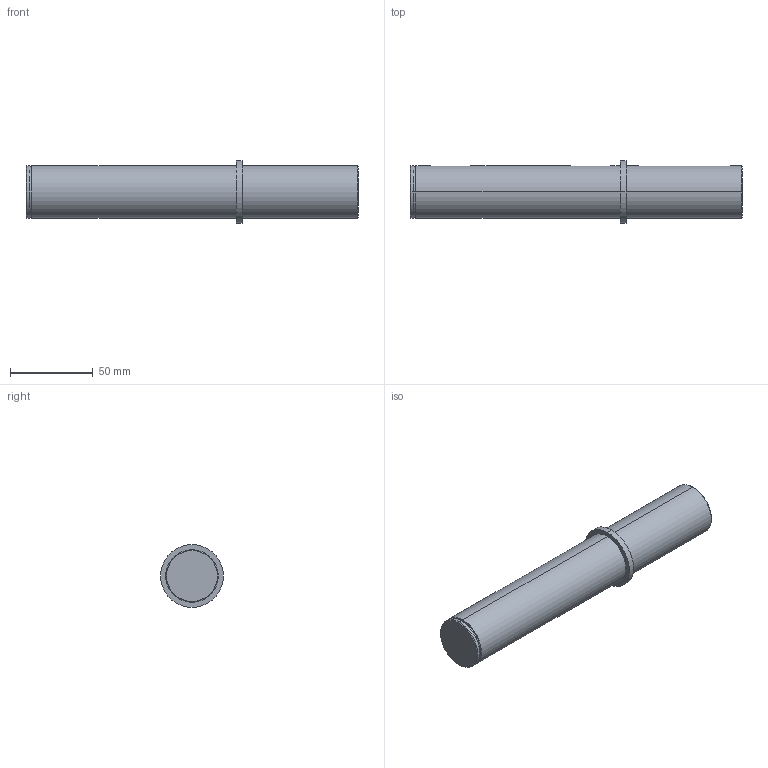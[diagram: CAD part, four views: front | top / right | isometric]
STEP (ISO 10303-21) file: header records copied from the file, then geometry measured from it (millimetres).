
FILE_DESCRIPTION (( 'STEP AP214' ), '1' );
FILE_NAME ('WGA-75M-ACC3.STEP', '2014-10-31T13:09:10', ( '' ), ( '' ), 'SwSTEP 2.0', 'SolidWorks 2014', '' );
FILE_SCHEMA (( 'AUTOMOTIVE_DESIGN' ));
Length unit declared in the file: inch
Products named in the file (1): WGA-75M-ACC3
Bounding box: 200.66 x 38 x 38 mm (x, y, z)
Volume: 153144.8 mm3; surface area: 24662.4 mm2
Topology: 1 solids, 1 shells, 42 faces, 90 edges, 57 vertices
Faces by surface type: cylinder 20, plane 16, cone 6
Entity records: 1356 total; most frequent: CARTESIAN_POINT 386, DIRECTION 206, ORIENTED_EDGE 176, EDGE_CURVE 88, AXIS2_PLACEMENT_3D 81, VERTEX_POINT 57, EDGE_LOOP 51, VECTOR 44
